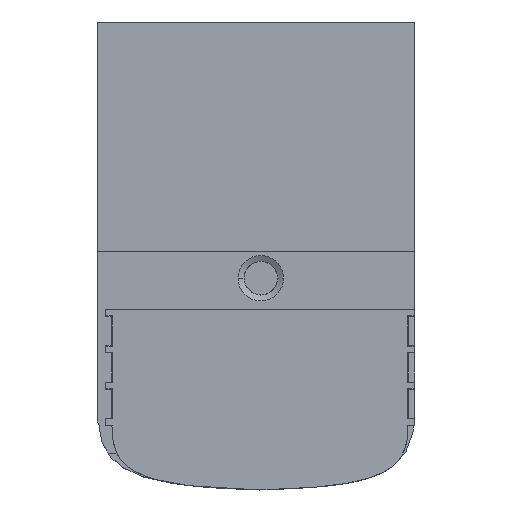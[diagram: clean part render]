
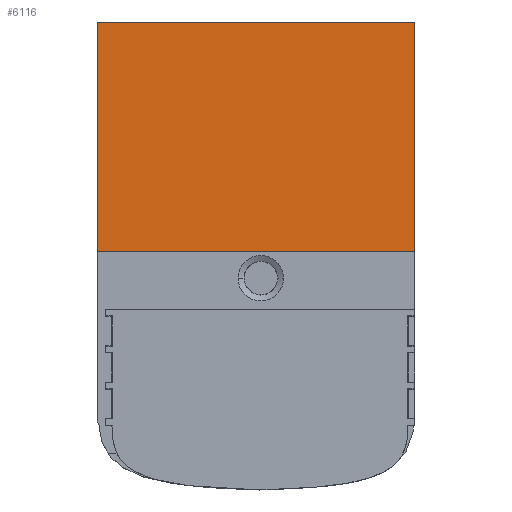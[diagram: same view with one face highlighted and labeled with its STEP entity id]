
A CAD part, top view. The second image highlights one B-rep face of the part: STEP entity #6116.
In plain terms, the highlighted planar face has unit normal (0, 0, 1).
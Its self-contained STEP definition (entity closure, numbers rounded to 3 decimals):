
#6001=DIRECTION('',(0.,-1.,0.));
#6002=VECTOR('',#6001,48.444);
#6003=CARTESIAN_POINT('',(103.2,165.071,7.5));
#6004=LINE('',#6003,#6002);
#6008=DIRECTION('',(-1.,0.,0.));
#6009=VECTOR('',#6008,67.057);
#6010=CARTESIAN_POINT('',(170.257,165.071,7.5));
#6011=LINE('',#6010,#6009);
#6015=DIRECTION('',(0.,1.,0.));
#6016=VECTOR('',#6015,48.444);
#6017=CARTESIAN_POINT('',(170.257,116.627,7.5));
#6018=LINE('',#6017,#6016);
#6022=DIRECTION('',(1.,0.,0.));
#6023=VECTOR('',#6022,67.057);
#6024=CARTESIAN_POINT('',(103.2,116.627,7.5));
#6025=LINE('',#6024,#6023);
#6085=CARTESIAN_POINT('',(103.2,165.071,7.5));
#6086=CARTESIAN_POINT('',(103.2,116.627,7.5));
#6087=VERTEX_POINT('',#6085);
#6088=VERTEX_POINT('',#6086);
#6089=CARTESIAN_POINT('',(170.257,116.627,7.5));
#6090=VERTEX_POINT('',#6089);
#6091=CARTESIAN_POINT('',(170.257,165.071,7.5));
#6092=VERTEX_POINT('',#6091);
#6101=CARTESIAN_POINT('',(0.,0.,7.5));
#6102=DIRECTION('',(0.,0.,1.));
#6103=DIRECTION('',(1.,0.,0.));
#6104=AXIS2_PLACEMENT_3D('',#6101,#6102,#6103);
#6105=PLANE('',#6104);
#6107=ORIENTED_EDGE('',*,*,#6106,.F.);
#6109=ORIENTED_EDGE('',*,*,#6108,.F.);
#6111=ORIENTED_EDGE('',*,*,#6110,.F.);
#6113=ORIENTED_EDGE('',*,*,#6112,.F.);
#6114=EDGE_LOOP('',(#6107,#6109,#6111,#6113));
#6115=FACE_OUTER_BOUND('',#6114,.F.);
#6106=EDGE_CURVE('',#6087,#6088,#6004,.T.);
#6108=EDGE_CURVE('',#6092,#6087,#6011,.T.);
#6110=EDGE_CURVE('',#6090,#6092,#6018,.T.);
#6112=EDGE_CURVE('',#6088,#6090,#6025,.T.);
#6116=ADVANCED_FACE('',(#6115),#6105,.T.);
